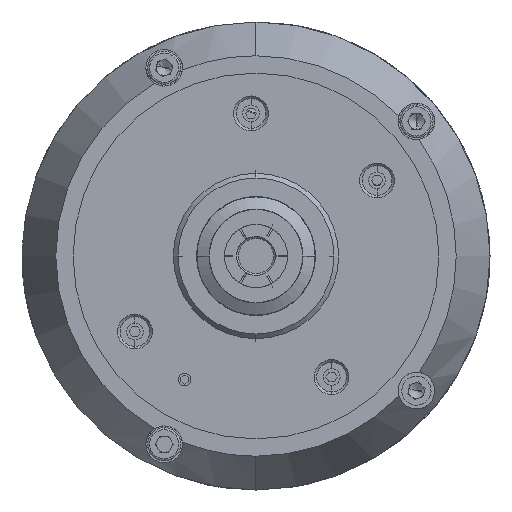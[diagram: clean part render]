
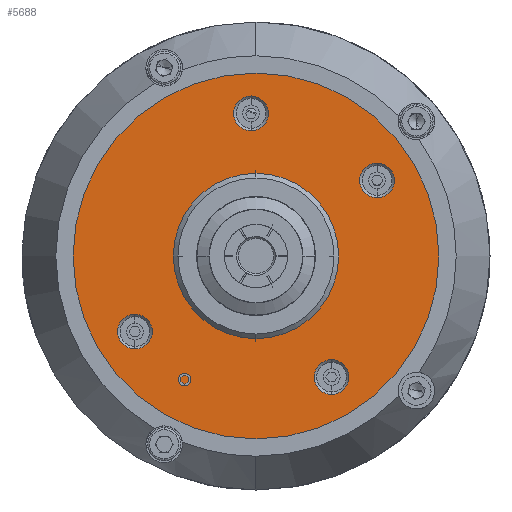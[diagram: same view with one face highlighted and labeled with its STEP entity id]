
A CAD part, left-side view. The second image highlights one B-rep face of the part: STEP entity #5688.
In plain terms, the highlighted planar face has unit normal (-1, 0, 0).
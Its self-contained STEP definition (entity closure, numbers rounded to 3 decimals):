
#5133 = EDGE_LOOP ( 'NONE', ( #5773, #5584 ) ) ;
#5300 = EDGE_CURVE ( 'NONE', #5503, #5559, #19287, .T. ) ;
#5346 = VERTEX_POINT ( 'NONE', #19549 ) ;
#5348 = EDGE_CURVE ( 'NONE', #5346, #5349, #19548, .T. ) ;
#5349 = VERTEX_POINT ( 'NONE', #19543 ) ;
#5358 = EDGE_CURVE ( 'NONE', #5359, #5373, #19460, .T. ) ;
#5359 = VERTEX_POINT ( 'NONE', #19455 ) ;
#5360 = EDGE_CURVE ( 'NONE', #5373, #5359, #19453, .T. ) ;
#5371 = EDGE_CURVE ( 'NONE', #5489, #5486, #19520, .T. ) ;
#5373 = VERTEX_POINT ( 'NONE', #19515 ) ;
#5421 = EDGE_CURVE ( 'NONE', #5480, #5479, #19498, .T. ) ;
#5434 = VERTEX_POINT ( 'NONE', #19368 ) ;
#5436 = EDGE_CURVE ( 'NONE', #5434, #5437, #19367, .T. ) ;
#5437 = VERTEX_POINT ( 'NONE', #19362 ) ;
#5478 = EDGE_CURVE ( 'NONE', #5479, #5480, #19778, .T. ) ;
#5479 = VERTEX_POINT ( 'NONE', #19773 ) ;
#5480 = VERTEX_POINT ( 'NONE', #19772 ) ;
#5486 = VERTEX_POINT ( 'NONE', #19755 ) ;
#5488 = EDGE_CURVE ( 'NONE', #5486, #5489, #19754, .T. ) ;
#5489 = VERTEX_POINT ( 'NONE', #19749 ) ;
#5502 = EDGE_CURVE ( 'NONE', #5559, #5503, #19715, .T. ) ;
#5503 = VERTEX_POINT ( 'NONE', #19710 ) ;
#5550 = EDGE_LOOP ( 'NONE', ( #5551, #5553 ) ) ;
#5551 = ORIENTED_EDGE ( 'NONE', *, *, #5552, .F. ) ;
#5552 = EDGE_CURVE ( 'NONE', #5437, #5434, #19665, .T. ) ;
#5553 = ORIENTED_EDGE ( 'NONE', *, *, #5436, .F. ) ;
#5554 = EDGE_LOOP ( 'NONE', ( #5555, #5556 ) ) ;
#5555 = ORIENTED_EDGE ( 'NONE', *, *, #5802, .F. ) ;
#5556 = ORIENTED_EDGE ( 'NONE', *, *, #5348, .F. ) ;
#5557 = EDGE_LOOP ( 'NONE', ( #5596, #5751 ) ) ;
#5559 = VERTEX_POINT ( 'NONE', #19656 ) ;
#5583 = EDGE_LOOP ( 'NONE', ( #5585, #5599 ) ) ;
#5584 = ORIENTED_EDGE ( 'NONE', *, *, #5358, .T. ) ;
#5585 = ORIENTED_EDGE ( 'NONE', *, *, #5478, .F. ) ;
#5593 = ORIENTED_EDGE ( 'NONE', *, *, #5488, .F. ) ;
#5596 = ORIENTED_EDGE ( 'NONE', *, *, #5300, .F. ) ;
#5599 = ORIENTED_EDGE ( 'NONE', *, *, #5421, .F. ) ;
#5688 = ADVANCED_FACE ( 'NONE', ( #23686, #23685, #23684, #23683, #23682, #23681 ), #23680, .T. ) ;
#5751 = ORIENTED_EDGE ( 'NONE', *, *, #5502, .F. ) ;
#5752 = EDGE_LOOP ( 'NONE', ( #5753, #5593 ) ) ;
#5753 = ORIENTED_EDGE ( 'NONE', *, *, #5371, .F. ) ;
#5773 = ORIENTED_EDGE ( 'NONE', *, *, #5360, .T. ) ;
#5802 = EDGE_CURVE ( 'NONE', #5349, #5346, #20330, .T. ) ;
#19284 = DIRECTION ( 'NONE',  ( -1., 0., 0. ) ) ;
#19285 = CARTESIAN_POINT ( 'NONE',  ( 4., -31.039, 19.395 ) ) ;
#19286 = AXIS2_PLACEMENT_3D ( 'NONE', #19285, #19284, #19309 ) ;
#19287 = CIRCLE ( 'NONE', #19286, 4.45 ) ;
#19309 = DIRECTION ( 'NONE',  ( 0., 0., 1. ) ) ;
#19362 = CARTESIAN_POINT ( 'NONE',  ( 4., 31.039, -14.945 ) ) ;
#19363 = DIRECTION ( 'NONE',  ( 0., 0., 1. ) ) ;
#19364 = DIRECTION ( 'NONE',  ( -1., 0., 0. ) ) ;
#19365 = CARTESIAN_POINT ( 'NONE',  ( 4., 31.039, -19.395 ) ) ;
#19366 = AXIS2_PLACEMENT_3D ( 'NONE', #19365, #19364, #19363 ) ;
#19367 = CIRCLE ( 'NONE', #19366, 4.45 ) ;
#19368 = CARTESIAN_POINT ( 'NONE',  ( 4., 31.039, -23.845 ) ) ;
#19449 = DIRECTION ( 'NONE',  ( 0., 0., -1. ) ) ;
#19450 = DIRECTION ( 'NONE',  ( 1., 0., 0. ) ) ;
#19451 = CARTESIAN_POINT ( 'NONE',  ( 4., 0., 0. ) ) ;
#19452 = AXIS2_PLACEMENT_3D ( 'NONE', #19451, #19450, #19449 ) ;
#19453 = CIRCLE ( 'NONE', #19452, 21.2 ) ;
#19455 = CARTESIAN_POINT ( 'NONE',  ( 4., 0., 21.2 ) ) ;
#19456 = DIRECTION ( 'NONE',  ( 0., 0., -1. ) ) ;
#19457 = DIRECTION ( 'NONE',  ( 1., 0., 0. ) ) ;
#19458 = CARTESIAN_POINT ( 'NONE',  ( 4., 0., 0. ) ) ;
#19459 = AXIS2_PLACEMENT_3D ( 'NONE', #19458, #19457, #19456 ) ;
#19460 = CIRCLE ( 'NONE', #19459, 21.2 ) ;
#19491 = DIRECTION ( 'NONE',  ( 0., 0., -1. ) ) ;
#19492 = DIRECTION ( 'NONE',  ( 1., 0., 0. ) ) ;
#19493 = CARTESIAN_POINT ( 'NONE',  ( 4., 0., 0. ) ) ;
#19494 = AXIS2_PLACEMENT_3D ( 'NONE', #19493, #19492, #19491 ) ;
#19498 = CIRCLE ( 'NONE', #19494, 46.9 ) ;
#19515 = CARTESIAN_POINT ( 'NONE',  ( 4., 0., -21.2 ) ) ;
#19516 = DIRECTION ( 'NONE',  ( 0., 0., 1. ) ) ;
#19517 = DIRECTION ( 'NONE',  ( -1., 0., 0. ) ) ;
#19518 = CARTESIAN_POINT ( 'NONE',  ( 4., 1.277, 36.578 ) ) ;
#19519 = AXIS2_PLACEMENT_3D ( 'NONE', #19518, #19517, #19516 ) ;
#19520 = CIRCLE ( 'NONE', #19519, 4.45 ) ;
#19543 = CARTESIAN_POINT ( 'NONE',  ( 4., -19.395, -26.589 ) ) ;
#19544 = DIRECTION ( 'NONE',  ( 0., 0., 1. ) ) ;
#19545 = DIRECTION ( 'NONE',  ( -1., 0., 0. ) ) ;
#19546 = CARTESIAN_POINT ( 'NONE',  ( 4., -19.395, -31.039 ) ) ;
#19547 = AXIS2_PLACEMENT_3D ( 'NONE', #19546, #19545, #19544 ) ;
#19548 = CIRCLE ( 'NONE', #19547, 4.45 ) ;
#19549 = CARTESIAN_POINT ( 'NONE',  ( 4., -19.395, -35.489 ) ) ;
#19656 = CARTESIAN_POINT ( 'NONE',  ( 4., -31.039, 14.945 ) ) ;
#19661 = DIRECTION ( 'NONE',  ( 0., 0., 1. ) ) ;
#19662 = DIRECTION ( 'NONE',  ( -1., 0., 0. ) ) ;
#19663 = CARTESIAN_POINT ( 'NONE',  ( 4., 31.039, -19.395 ) ) ;
#19664 = AXIS2_PLACEMENT_3D ( 'NONE', #19663, #19662, #19661 ) ;
#19665 = CIRCLE ( 'NONE', #19664, 4.45 ) ;
#19710 = CARTESIAN_POINT ( 'NONE',  ( 4., -31.039, 23.845 ) ) ;
#19711 = DIRECTION ( 'NONE',  ( 0., 0., 1. ) ) ;
#19712 = DIRECTION ( 'NONE',  ( -1., 0., 0. ) ) ;
#19713 = CARTESIAN_POINT ( 'NONE',  ( 4., -31.039, 19.395 ) ) ;
#19714 = AXIS2_PLACEMENT_3D ( 'NONE', #19713, #19712, #19711 ) ;
#19715 = CIRCLE ( 'NONE', #19714, 4.45 ) ;
#19749 = CARTESIAN_POINT ( 'NONE',  ( 4., 1.277, 41.028 ) ) ;
#19750 = DIRECTION ( 'NONE',  ( 0., 0., 1. ) ) ;
#19751 = DIRECTION ( 'NONE',  ( -1., 0., 0. ) ) ;
#19752 = CARTESIAN_POINT ( 'NONE',  ( 4., 1.277, 36.578 ) ) ;
#19753 = AXIS2_PLACEMENT_3D ( 'NONE', #19752, #19751, #19750 ) ;
#19754 = CIRCLE ( 'NONE', #19753, 4.45 ) ;
#19755 = CARTESIAN_POINT ( 'NONE',  ( 4., 1.277, 32.128 ) ) ;
#19772 = CARTESIAN_POINT ( 'NONE',  ( 4., 0., 46.9 ) ) ;
#19773 = CARTESIAN_POINT ( 'NONE',  ( 4., 0., -46.9 ) ) ;
#19774 = DIRECTION ( 'NONE',  ( 0., 0., -1. ) ) ;
#19775 = DIRECTION ( 'NONE',  ( 1., 0., 0. ) ) ;
#19776 = CARTESIAN_POINT ( 'NONE',  ( 4., 0., 0. ) ) ;
#19777 = AXIS2_PLACEMENT_3D ( 'NONE', #19776, #19775, #19774 ) ;
#19778 = CIRCLE ( 'NONE', #19777, 46.9 ) ;
#20227 = DIRECTION ( 'NONE',  ( 0., 0., 1. ) ) ;
#20327 = DIRECTION ( 'NONE',  ( -1., 0., 0. ) ) ;
#20328 = CARTESIAN_POINT ( 'NONE',  ( 4., -19.395, -31.039 ) ) ;
#20329 = AXIS2_PLACEMENT_3D ( 'NONE', #20328, #20327, #20227 ) ;
#20330 = CIRCLE ( 'NONE', #20329, 4.45 ) ;
#23675 = DIRECTION ( 'NONE',  ( 0., 0., 1. ) ) ;
#23676 = DIRECTION ( 'NONE',  ( -1., 0., 0. ) ) ;
#23677 = CARTESIAN_POINT ( 'NONE',  ( 4., 46.9, 0. ) ) ;
#23678 = AXIS2_PLACEMENT_3D ( 'NONE', #23677, #23676, #23675 ) ;
#23680 = PLANE ( 'NONE',  #23678 ) ;
#23681 = FACE_OUTER_BOUND ( 'NONE', #5583, .T. ) ;
#23682 = FACE_BOUND ( 'NONE', #5133, .T. ) ;
#23683 = FACE_BOUND ( 'NONE', #5752, .T. ) ;
#23684 = FACE_BOUND ( 'NONE', #5557, .T. ) ;
#23685 = FACE_BOUND ( 'NONE', #5554, .T. ) ;
#23686 = FACE_BOUND ( 'NONE', #5550, .T. ) ;
